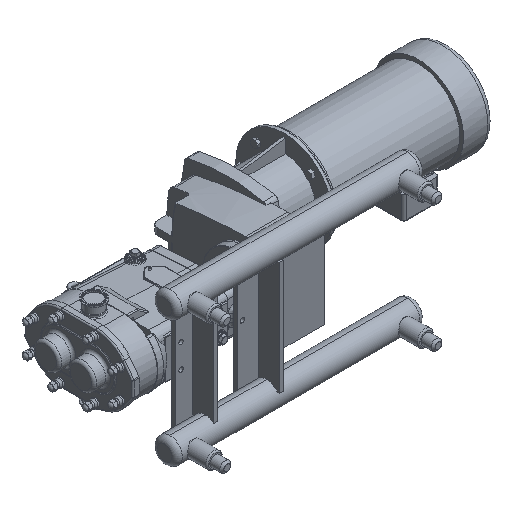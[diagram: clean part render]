
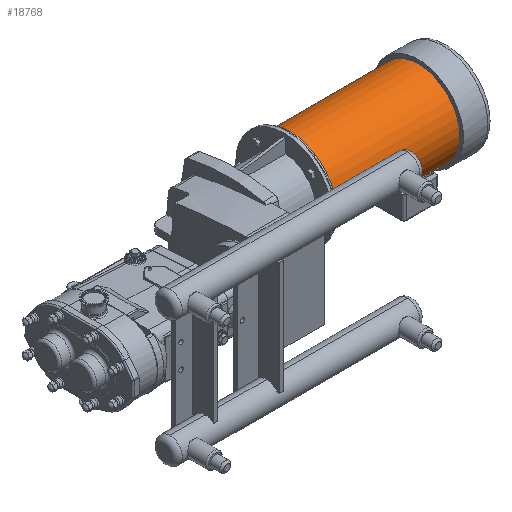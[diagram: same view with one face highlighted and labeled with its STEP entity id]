
A CAD part, isometric view. The second image highlights one B-rep face of the part: STEP entity #18768.
In plain terms, the highlighted cylindrical face has radius 99.771 mm (diameter 199.542 mm), a full revolution.
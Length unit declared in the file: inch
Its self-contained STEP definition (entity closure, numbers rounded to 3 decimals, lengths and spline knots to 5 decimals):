
#473=CYLINDRICAL_SURFACE('',#20751,3.928);
#1427=CIRCLE('',#20684,3.928);
#1461=CIRCLE('',#20747,3.928);
#1462=CIRCLE('',#20748,3.928);
#1463=CIRCLE('',#20750,3.928);
#3293=FACE_OUTER_BOUND('',#4435,.T.);
#4435=EDGE_LOOP('',(#17184,#17185,#17186,#17187,#17188,#17189,#17190,#17191));
#5801=LINE('',#35254,#7151);
#5808=LINE('',#35271,#7158);
#5809=LINE('',#35279,#7159);
#7151=VECTOR('',#25985,0.3937);
#7158=VECTOR('',#26004,0.3937);
#7159=VECTOR('',#26017,3.928);
#9047=VERTEX_POINT('',#35033);
#9092=VERTEX_POINT('',#35251);
#9093=VERTEX_POINT('',#35253);
#9096=VERTEX_POINT('',#35267);
#9097=VERTEX_POINT('',#35269);
#9098=VERTEX_POINT('',#35273);
#11737=EDGE_CURVE('',#9047,#9047,#1427,.T.);
#11809=EDGE_CURVE('',#9093,#9092,#5801,.T.);
#11818=EDGE_CURVE('',#9096,#9097,#5808,.T.);
#11819=EDGE_CURVE('',#9098,#9093,#1461,.T.);
#11820=EDGE_CURVE('',#9097,#9098,#1462,.T.);
#11821=EDGE_CURVE('',#9092,#9096,#1463,.T.);
#11822=EDGE_CURVE('',#9047,#9098,#5809,.T.);
#17184=ORIENTED_EDGE('',*,*,#11737,.T.);
#17185=ORIENTED_EDGE('',*,*,#11822,.T.);
#17186=ORIENTED_EDGE('',*,*,#11819,.T.);
#17187=ORIENTED_EDGE('',*,*,#11809,.T.);
#17188=ORIENTED_EDGE('',*,*,#11821,.T.);
#17189=ORIENTED_EDGE('',*,*,#11818,.T.);
#17190=ORIENTED_EDGE('',*,*,#11820,.T.);
#17191=ORIENTED_EDGE('',*,*,#11822,.F.);
#18768=ADVANCED_FACE('',(#3293),#473,.T.);
#20684=AXIS2_PLACEMENT_3D('',#35034,#25839,#25840);
#20747=AXIS2_PLACEMENT_3D('',#35274,#26007,#26008);
#20748=AXIS2_PLACEMENT_3D('',#35275,#26009,#26010);
#20750=AXIS2_PLACEMENT_3D('',#35277,#26013,#26014);
#20751=AXIS2_PLACEMENT_3D('',#35278,#26015,#26016);
#25839=DIRECTION('center_axis',(1.,0.,0.));
#25840=DIRECTION('ref_axis',(0.,0.,
1.));
#25985=DIRECTION('',(1.,0.,0.));
#26004=DIRECTION('',(-1.,0.,0.));
#26007=DIRECTION('center_axis',(-1.,0.,0.));
#26008=DIRECTION('ref_axis',(0.,0.,
1.));
#26009=DIRECTION('center_axis',(-1.,0.,0.));
#26010=DIRECTION('ref_axis',(0.,0.,
1.));
#26013=DIRECTION('center_axis',(-1.,0.,0.));
#26014=DIRECTION('ref_axis',(0.,-1.,0.));
#26015=DIRECTION('center_axis',(-1.,0.,0.));
#26016=DIRECTION('ref_axis',(0.,0.,
1.));
#26017=DIRECTION('',(1.,0.,0.));
#35033=CARTESIAN_POINT('',(23.552,4.137,-3.928));
#35034=CARTESIAN_POINT('Origin',(23.552,4.137,0.));
#35251=CARTESIAN_POINT('',(35.71,2.173,-3.40175));
#35253=CARTESIAN_POINT('',(32.584,2.173,-3.40175));
#35254=CARTESIAN_POINT('',(29.5235,2.173,-3.40175));
#35267=CARTESIAN_POINT('',(35.71,6.101,-3.40175));
#35269=CARTESIAN_POINT('',(32.584,6.101,-3.40175));
#35271=CARTESIAN_POINT('',(29.5235,6.101,-3.40175));
#35273=CARTESIAN_POINT('',(32.584,4.137,-3.928));
#35274=CARTESIAN_POINT('Origin',(32.584,4.137,0.));
#35275=CARTESIAN_POINT('Origin',(32.584,4.137,0.));
#35277=CARTESIAN_POINT('Origin',(35.71,4.137,0.));
#35278=CARTESIAN_POINT('Origin',(29.5235,4.137,0.));
#35279=CARTESIAN_POINT('',(29.5235,4.137,-3.928));
